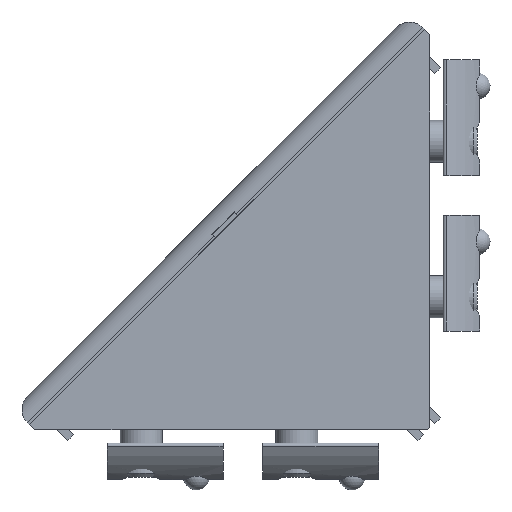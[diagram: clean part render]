
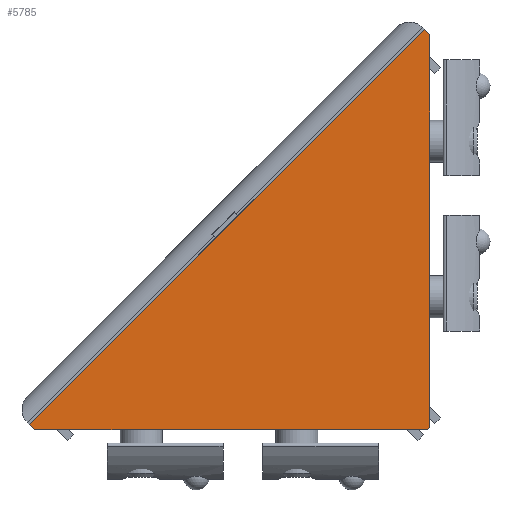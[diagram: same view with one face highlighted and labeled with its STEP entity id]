
A CAD part, left-side view. The second image highlights one B-rep face of the part: STEP entity #5785.
In plain terms, the highlighted planar face has unit normal (-1, 0, 0).
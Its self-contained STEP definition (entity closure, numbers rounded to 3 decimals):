
#422=CIRCLE('',#6466,1.);
#652=FACE_OUTER_BOUND('',#1003,.T.);
#1003=EDGE_LOOP('',(#4867,#4868,#4869,#4870,#4871,#4872));
#1458=LINE('',#9888,#2057);
#1480=LINE('',#9924,#2079);
#1487=LINE('',#9937,#2086);
#1521=LINE('',#10008,#2120);
#1552=LINE('',#10069,#2151);
#2057=VECTOR('',#7735,1000.);
#2079=VECTOR('',#7759,1000.);
#2086=VECTOR('',#7768,1000.);
#2120=VECTOR('',#7810,1000.);
#2151=VECTOR('',#7843,1000.);
#2618=VERTEX_POINT('',#9671);
#2619=VERTEX_POINT('',#9673);
#2702=VERTEX_POINT('',#9886);
#2703=VERTEX_POINT('',#9887);
#2716=VERTEX_POINT('',#9923);
#2754=VERTEX_POINT('',#10007);
#3321=EDGE_CURVE('',#2618,#2619,#422,.T.);
#3426=EDGE_CURVE('',#2702,#2703,#1458,.T.);
#3448=EDGE_CURVE('',#2703,#2716,#1480,.T.);
#3455=EDGE_CURVE('',#2716,#2618,#1487,.T.);
#3491=EDGE_CURVE('',#2619,#2754,#1521,.T.);
#3522=EDGE_CURVE('',#2754,#2702,#1552,.T.);
#4867=ORIENTED_EDGE('',*,*,#3426,.F.);
#4868=ORIENTED_EDGE('',*,*,#3522,.F.);
#4869=ORIENTED_EDGE('',*,*,#3491,.F.);
#4870=ORIENTED_EDGE('',*,*,#3321,.F.);
#4871=ORIENTED_EDGE('',*,*,#3455,.F.);
#4872=ORIENTED_EDGE('',*,*,#3448,.F.);
#5472=PLANE('',#6512);
#5785=ADVANCED_FACE('',(#652),#5472,.F.);
#6466=AXIS2_PLACEMENT_3D('',#9674,#7567,#7568);
#6512=AXIS2_PLACEMENT_3D('',#10072,#7847,#7848);
#7567=DIRECTION('center_axis',(1.,0.,0.));
#7568=DIRECTION('ref_axis',(0.,0.,-1.));
#7735=DIRECTION('',(0.,-0.707,0.707));
#7759=DIRECTION('',(0.,-0.707,-0.707));
#7768=DIRECTION('',(0.,0.,-1.));
#7810=DIRECTION('',(0.,1.,0.));
#7843=DIRECTION('',(0.,0.707,0.707));
#7847=DIRECTION('center_axis',(1.,0.,0.));
#7848=DIRECTION('ref_axis',(0.,0.,-1.));
#9671=CARTESIAN_POINT('',(-19.,0.,1.));
#9673=CARTESIAN_POINT('',(-19.,1.,0.));
#9674=CARTESIAN_POINT('Origin',(-19.,1.,1.));
#9886=CARTESIAN_POINT('',(-19.,76.,1.047));
#9887=CARTESIAN_POINT('',(-19.,1.047,76.));
#9888=CARTESIAN_POINT('',(-19.,76.,1.047));
#9923=CARTESIAN_POINT('',(-19.,0.,74.953));
#9924=CARTESIAN_POINT('',(-19.,1.047,76.));
#9937=CARTESIAN_POINT('',(-19.,0.,74.953));
#10007=CARTESIAN_POINT('',(-19.,74.953,0.));
#10008=CARTESIAN_POINT('',(-19.,1.,0.));
#10069=CARTESIAN_POINT('',(-19.,74.953,0.));
#10072=CARTESIAN_POINT('Origin',(-19.,1.,1.));
